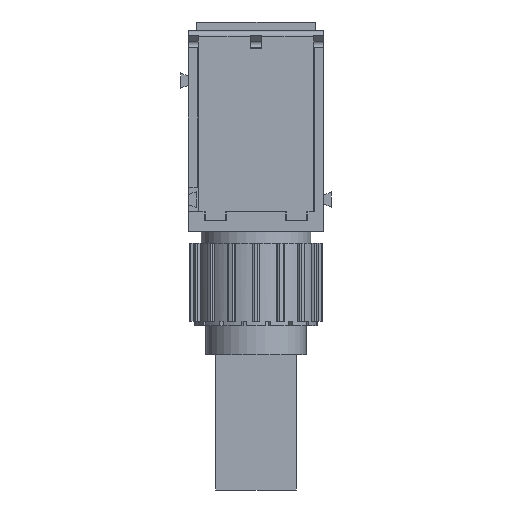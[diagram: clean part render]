
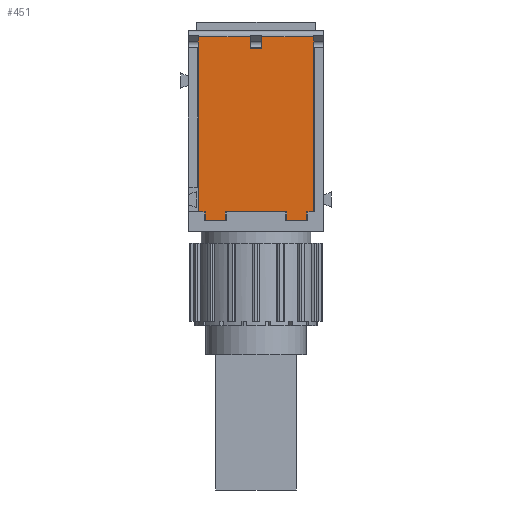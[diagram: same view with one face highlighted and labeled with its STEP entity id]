
A CAD part, front view. The second image highlights one B-rep face of the part: STEP entity #451.
In plain terms, the highlighted planar face has unit normal (0, -1, 0).
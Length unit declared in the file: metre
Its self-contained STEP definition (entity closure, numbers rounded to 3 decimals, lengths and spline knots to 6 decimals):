
#451=ADVANCED_FACE('',(#1253),#1254,.T.);
#1253=FACE_OUTER_BOUND('',#2422,.T.);
#1254=PLANE('',#2423);
#2422=EDGE_LOOP('',(#3797,#3798,#3799,#3800,#3801,#3802,#3803,#3804,#3805,#3806,#3807,#3808,#3809,#3810,#3811,#3812,#3813,#3814,#3815));
#2423=AXIS2_PLACEMENT_3D('',#3816,#3817,#3818);
#3797=ORIENTED_EDGE('',*,*,#7128,.T.);
#3798=ORIENTED_EDGE('',*,*,#7278,.T.);
#3799=ORIENTED_EDGE('',*,*,#7279,.T.);
#3800=ORIENTED_EDGE('',*,*,#7269,.T.);
#3801=ORIENTED_EDGE('',*,*,#7280,.F.);
#3802=ORIENTED_EDGE('',*,*,#7281,.F.);
#3803=ORIENTED_EDGE('',*,*,#7282,.F.);
#3804=ORIENTED_EDGE('',*,*,#7283,.T.);
#3805=ORIENTED_EDGE('',*,*,#7284,.F.);
#3806=ORIENTED_EDGE('',*,*,#7285,.F.);
#3807=ORIENTED_EDGE('',*,*,#7286,.F.);
#3808=ORIENTED_EDGE('',*,*,#7138,.T.);
#3809=ORIENTED_EDGE('',*,*,#7134,.F.);
#3810=ORIENTED_EDGE('',*,*,#7287,.F.);
#3811=ORIENTED_EDGE('',*,*,#7288,.F.);
#3812=ORIENTED_EDGE('',*,*,#7275,.T.);
#3813=ORIENTED_EDGE('',*,*,#7274,.T.);
#3814=ORIENTED_EDGE('',*,*,#7271,.T.);
#3815=ORIENTED_EDGE('',*,*,#7210,.F.);
#3816=CARTESIAN_POINT('',(-0.01375,-0.0075,-0.001901));
#3817=DIRECTION('',(0.,-1.0,0.));
#3818=DIRECTION('',(0.,0.,-1.0));
#7128=EDGE_CURVE('',#8566,#8564,#8567,.T.);
#7134=EDGE_CURVE('',#8575,#8570,#8577,.T.);
#7138=EDGE_CURVE('',#8579,#8570,#8583,.T.);
#7210=EDGE_CURVE('',#8566,#8705,#8706,.T.);
#7269=EDGE_CURVE('',#8810,#8808,#8811,.T.);
#7271=EDGE_CURVE('',#8813,#8705,#8814,.T.);
#7274=EDGE_CURVE('',#8817,#8813,#8818,.T.);
#7275=EDGE_CURVE('',#8819,#8817,#8820,.T.);
#7278=EDGE_CURVE('',#8564,#8823,#8824,.T.);
#7279=EDGE_CURVE('',#8823,#8810,#8825,.T.);
#7280=EDGE_CURVE('',#8826,#8808,#8827,.T.);
#7281=EDGE_CURVE('',#8828,#8826,#8829,.T.);
#7282=EDGE_CURVE('',#8830,#8828,#8831,.T.);
#7283=EDGE_CURVE('',#8830,#8832,#8833,.T.);
#7284=EDGE_CURVE('',#8834,#8832,#8835,.T.);
#7285=EDGE_CURVE('',#8836,#8834,#8837,.T.);
#7286=EDGE_CURVE('',#8579,#8836,#8838,.T.);
#7287=EDGE_CURVE('',#8839,#8575,#8840,.T.);
#7288=EDGE_CURVE('',#8819,#8839,#8841,.T.);
#8564=VERTEX_POINT('',#10680);
#8566=VERTEX_POINT('',#10683);
#8567=LINE('',#10684,#10685);
#8570=VERTEX_POINT('',#10689);
#8575=VERTEX_POINT('',#10696);
#8577=LINE('',#10699,#10700);
#8579=VERTEX_POINT('',#10702);
#8583=LINE('',#10708,#10709);
#8705=VERTEX_POINT('',#10889);
#8706=LINE('',#10890,#10891);
#8808=VERTEX_POINT('',#11041);
#8810=VERTEX_POINT('',#11043);
#8811=LINE('',#11044,#11045);
#8813=VERTEX_POINT('',#11047);
#8814=LINE('',#11048,#11049);
#8817=VERTEX_POINT('',#11052);
#8818=LINE('',#11053,#11054);
#8819=VERTEX_POINT('',#11055);
#8820=LINE('',#11056,#11057);
#8823=VERTEX_POINT('',#11061);
#8824=LINE('',#11062,#11063);
#8825=LINE('',#11064,#11065);
#8826=VERTEX_POINT('',#11066);
#8827=LINE('',#11067,#11068);
#8828=VERTEX_POINT('',#11069);
#8829=LINE('',#11070,#11071);
#8830=VERTEX_POINT('',#11072);
#8831=LINE('',#11073,#11074);
#8832=VERTEX_POINT('',#11075);
#8833=LINE('',#11076,#11077);
#8834=VERTEX_POINT('',#11078);
#8835=LINE('',#11079,#11080);
#8836=VERTEX_POINT('',#11081);
#8837=LINE('',#11082,#11083);
#8838=LINE('',#11084,#11085);
#8839=VERTEX_POINT('',#11086);
#8840=LINE('',#11087,#11088);
#8841=LINE('',#11089,#11090);
#10680=CARTESIAN_POINT('',(-0.01375,-0.0075,-0.002402));
#10683=CARTESIAN_POINT('',(-0.01275,-0.0075,-0.002402));
#10684=CARTESIAN_POINT('',(-0.0072,-0.0075,-0.002402));
#10685=VECTOR('',#13563,1.0);
#10689=CARTESIAN_POINT('',(-0.0105,-0.0075,-0.017799));
#10696=CARTESIAN_POINT('',(-0.0087,-0.0075,-0.017799));
#10699=CARTESIAN_POINT('',(-0.0072,-0.0075,-0.017799));
#10700=VECTOR('',#13568,1.0);
#10702=CARTESIAN_POINT('',(-0.0105,-0.0075,-0.017));
#10708=CARTESIAN_POINT('',(-0.0105,-0.0075,-0.001799));
#10709=VECTOR('',#13571,1.0);
#10889=CARTESIAN_POINT('',(-0.01275,-0.0075,-0.0013));
#10890=CARTESIAN_POINT('',(-0.01275,-0.0075,-0.001901));
#10891=VECTOR('',#13636,1.0);
#11041=CARTESIAN_POINT('',(-0.0184,-0.0075,-0.0013));
#11043=CARTESIAN_POINT('',(-0.01375,-0.0075,-0.0013));
#11044=CARTESIAN_POINT('',(-0.01375,-0.0075,-0.0013));
#11045=VECTOR('',#13700,1.0);
#11047=CARTESIAN_POINT('',(-0.0081,-0.0075,-0.0013));
#11048=CARTESIAN_POINT('',(-0.01375,-0.0075,-0.0013));
#11049=VECTOR('',#13704,1.0);
#11052=CARTESIAN_POINT('',(-0.0081,-0.0075,-0.001901));
#11053=CARTESIAN_POINT('',(-0.0081,-0.0075,-0.001901));
#11054=VECTOR('',#13708,1.0);
#11055=CARTESIAN_POINT('',(-0.0081,-0.0075,-0.017));
#11056=CARTESIAN_POINT('',(-0.0081,-0.0075,-0.001799));
#11057=VECTOR('',#13709,1.0);
#11061=CARTESIAN_POINT('',(-0.01375,-0.0075,-0.001901));
#11062=CARTESIAN_POINT('',(-0.01375,-0.0075,-0.001799));
#11063=VECTOR('',#13711,1.0);
#11064=CARTESIAN_POINT('',(-0.01375,-0.0075,-0.001901));
#11065=VECTOR('',#13712,1.0);
#11066=CARTESIAN_POINT('',(-0.0184,-0.0075,-0.001901));
#11067=CARTESIAN_POINT('',(-0.0184,-0.0075,-0.001901));
#11068=VECTOR('',#13713,1.0);
#11069=CARTESIAN_POINT('',(-0.0184,-0.0075,-0.017));
#11070=CARTESIAN_POINT('',(-0.0184,-0.0075,-0.001799));
#11071=VECTOR('',#13714,1.0);
#11072=CARTESIAN_POINT('',(-0.0178,-0.0075,-0.017));
#11073=CARTESIAN_POINT('',(-0.0072,-0.0075,-0.017));
#11074=VECTOR('',#13715,1.0);
#11075=CARTESIAN_POINT('',(-0.0178,-0.0075,-0.017799));
#11076=CARTESIAN_POINT('',(-0.0178,-0.0075,-0.001799));
#11077=VECTOR('',#13716,1.0);
#11078=CARTESIAN_POINT('',(-0.016,-0.0075,-0.017799));
#11079=CARTESIAN_POINT('',(-0.0072,-0.0075,-0.017799));
#11080=VECTOR('',#13717,1.0);
#11081=CARTESIAN_POINT('',(-0.016,-0.0075,-0.017));
#11082=CARTESIAN_POINT('',(-0.016,-0.0075,-0.001799));
#11083=VECTOR('',#13718,1.0);
#11084=CARTESIAN_POINT('',(-0.0072,-0.0075,-0.017));
#11085=VECTOR('',#13719,1.0);
#11086=CARTESIAN_POINT('',(-0.0087,-0.0075,-0.017));
#11087=CARTESIAN_POINT('',(-0.0087,-0.0075,-0.001799));
#11088=VECTOR('',#13720,1.0);
#11089=CARTESIAN_POINT('',(-0.0072,-0.0075,-0.017));
#11090=VECTOR('',#13721,1.0);
#13563=DIRECTION('',(-1.0,0.,0.));
#13568=DIRECTION('',(-1.0,0.,0.));
#13571=DIRECTION('',(0.,0.,-1.));
#13636=DIRECTION('',(0.,0.,1.0));
#13700=DIRECTION('',(-1.0,0.,0.));
#13704=DIRECTION('',(-1.0,0.,0.));
#13708=DIRECTION('',(0.,0.,1.0));
#13709=DIRECTION('',(0.,0.,1.));
#13711=DIRECTION('',(0.,0.,1.));
#13712=DIRECTION('',(0.,0.,1.0));
#13713=DIRECTION('',(0.,0.,1.0));
#13714=DIRECTION('',(0.,0.,1.));
#13715=DIRECTION('',(-1.0,0.,0.));
#13716=DIRECTION('',(0.,0.,-1.));
#13717=DIRECTION('',(-1.0,0.,0.));
#13718=DIRECTION('',(0.,0.,-1.));
#13719=DIRECTION('',(-1.0,0.,0.));
#13720=DIRECTION('',(0.,0.,-1.));
#13721=DIRECTION('',(-1.0,0.,0.));
